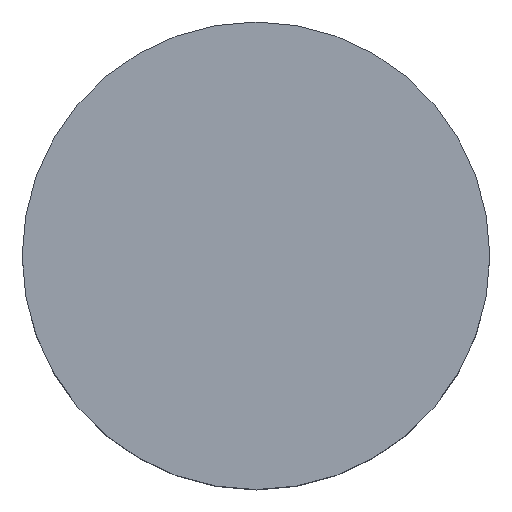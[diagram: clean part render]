
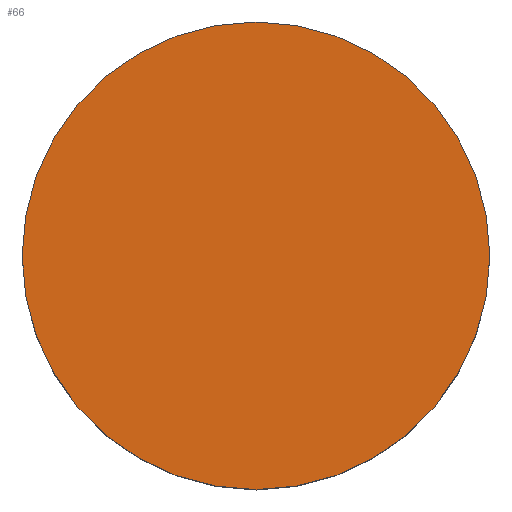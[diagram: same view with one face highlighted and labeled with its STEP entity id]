
A CAD part, top view. The second image highlights one B-rep face of the part: STEP entity #66.
In plain terms, the highlighted planar face has unit normal (0, 0, 1).
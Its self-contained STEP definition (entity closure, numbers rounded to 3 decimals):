
#26=FACE_OUTER_BOUND('',#32,.T.);
#32=EDGE_LOOP('',(#58));
#36=CIRCLE('',#94,2.4);
#40=VERTEX_POINT('',#130);
#45=EDGE_CURVE('',#40,#40,#36,.T.);
#58=ORIENTED_EDGE('',*,*,#45,.T.);
#61=PLANE('',#95);
#66=ADVANCED_FACE('',(#26),#61,.T.);
#94=AXIS2_PLACEMENT_3D('',#131,#113,#114);
#95=AXIS2_PLACEMENT_3D('',#133,#116,#117);
#113=DIRECTION('center_axis',(0.,0.,1.));
#114=DIRECTION('ref_axis',(1.,0.,0.));
#116=DIRECTION('center_axis',(0.,0.,1.));
#117=DIRECTION('ref_axis',(1.,0.,0.));
#130=CARTESIAN_POINT('',(-2.4,0.,1.));
#131=CARTESIAN_POINT('Origin',(0.,0.,
1.));
#133=CARTESIAN_POINT('Origin',(0.,0.,
1.));
